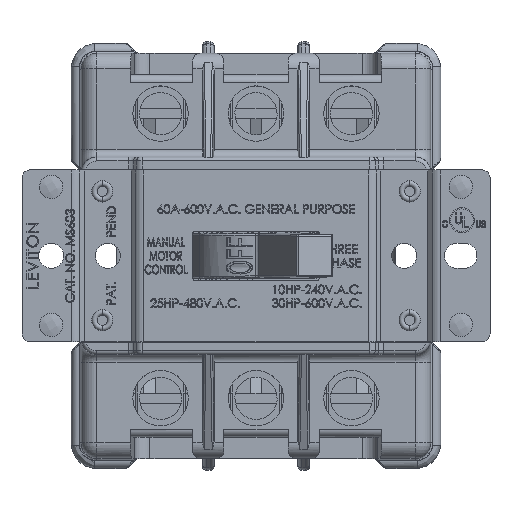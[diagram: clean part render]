
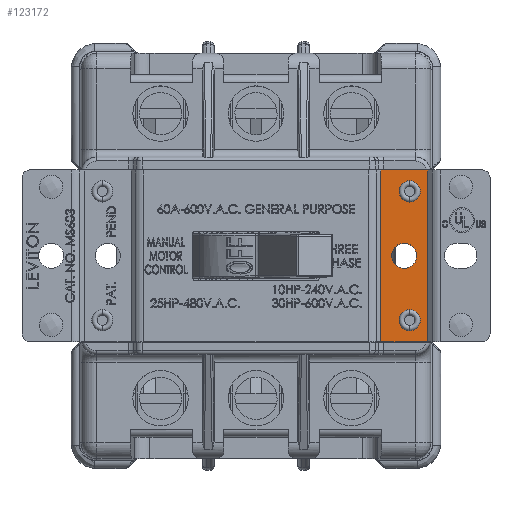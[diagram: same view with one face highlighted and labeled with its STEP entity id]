
A CAD part, top view. The second image highlights one B-rep face of the part: STEP entity #123172.
In plain terms, the highlighted planar face has unit normal (0, 0, 1).
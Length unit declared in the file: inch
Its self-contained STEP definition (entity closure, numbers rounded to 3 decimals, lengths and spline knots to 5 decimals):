
#507 = VERTEX_POINT ( 'NONE', #136790 ) ;
#971 = VECTOR ( 'NONE', #99979, 39.37008 ) ;
#1330 = CARTESIAN_POINT ( 'NONE',  ( 4.11891, -0.06959, 1.62401 ) ) ;
#3202 = ORIENTED_EDGE ( 'NONE', *, *, #76308, .T. ) ;
#3993 = ORIENTED_EDGE ( 'NONE', *, *, #14983, .T. ) ;
#4083 = CARTESIAN_POINT ( 'NONE',  ( 3.83091, -0.75709, 1.62401 ) ) ;
#4203 = CARTESIAN_POINT ( 'NONE',  ( 3.83091, 0.61791, 1.62401 ) ) ;
#5105 = EDGE_LOOP ( 'NONE', ( #126036, #70110 ) ) ;
#5287 = EDGE_CURVE ( 'NONE', #507, #112260, #121252, .T. ) ;
#5881 = CARTESIAN_POINT ( 'NONE',  ( 4.00041, 0.44641, 1.62401 ) ) ;
#10117 = CARTESIAN_POINT ( 'NONE',  ( 4.01891, -0.06959, 1.62401 ) ) ;
#10256 = ORIENTED_EDGE ( 'NONE', *, *, #65949, .T. ) ;
#10830 = DIRECTION ( 'NONE',  ( 0., 0., -1. ) ) ;
#12893 = EDGE_CURVE ( 'NONE', #55052, #22001, #96054, .T. ) ;
#13675 = AXIS2_PLACEMENT_3D ( 'NONE', #155670, #158024, #35823 ) ;
#14374 = VECTOR ( 'NONE', #122949, 39.37008 ) ;
#14983 = EDGE_CURVE ( 'NONE', #46035, #87116, #158287, .T. ) ;
#18900 = DIRECTION ( 'NONE',  ( 1., 0., 0. ) ) ;
#21998 = DIRECTION ( 'NONE',  ( 1., 0., 0. ) ) ;
#22001 = VERTEX_POINT ( 'NONE', #158480 ) ;
#25436 = CARTESIAN_POINT ( 'NONE',  ( 4.64441, 0.61791, 1.62401 ) ) ;
#25738 = EDGE_CURVE ( 'NONE', #48179, #131788, #73201, .T. ) ;
#27492 = EDGE_CURVE ( 'NONE', #22001, #55052, #147878, .T. ) ;
#28981 = EDGE_CURVE ( 'NONE', #112260, #507, #145820, .T. ) ;
#35823 = DIRECTION ( 'NONE',  ( 1., 0., 0. ) ) ;
#45109 = FACE_BOUND ( 'NONE', #5105, .T. ) ;
#46035 = VERTEX_POINT ( 'NONE', #1330 ) ;
#48179 = VERTEX_POINT ( 'NONE', #126510 ) ;
#49099 = AXIS2_PLACEMENT_3D ( 'NONE', #108191, #117798, #18900 ) ;
#50327 = DIRECTION ( 'NONE',  ( 1., 0., 0. ) ) ;
#55052 = VERTEX_POINT ( 'NONE', #5881 ) ;
#56865 = ORIENTED_EDGE ( 'NONE', *, *, #28981, .T. ) ;
#59609 = VERTEX_POINT ( 'NONE', #4203 ) ;
#61371 = DIRECTION ( 'NONE',  ( 0., 0., -1. ) ) ;
#61726 = CARTESIAN_POINT ( 'NONE',  ( 4.20691, 0.61791, 1.62401 ) ) ;
#62340 = CARTESIAN_POINT ( 'NONE',  ( 4.06241, -0.58559, 1.62401 ) ) ;
#63373 = AXIS2_PLACEMENT_3D ( 'NONE', #10117, #150050, #50327 ) ;
#64311 = CARTESIAN_POINT ( 'NONE',  ( 4.64441, -0.75709, 1.62401 ) ) ;
#64518 = CIRCLE ( 'NONE', #49099, 0.1 ) ;
#65949 = EDGE_CURVE ( 'NONE', #137407, #48179, #114111, .T. ) ;
#68691 = AXIS2_PLACEMENT_3D ( 'NONE', #137797, #89567, #113580 ) ;
#70110 = ORIENTED_EDGE ( 'NONE', *, *, #12893, .T. ) ;
#72520 = DIRECTION ( 'NONE',  ( 0., 0., 1. ) ) ;
#73201 = LINE ( 'NONE', #123713, #14374 ) ;
#74101 = DIRECTION ( 'NONE',  ( 1., 0., 0. ) ) ;
#76182 = EDGE_LOOP ( 'NONE', ( #142097, #56865 ) ) ;
#76308 = EDGE_CURVE ( 'NONE', #87116, #46035, #64518, .T. ) ;
#80465 = EDGE_LOOP ( 'NONE', ( #3993, #3202 ) ) ;
#82996 = FACE_OUTER_BOUND ( 'NONE', #120040, .T. ) ;
#87116 = VERTEX_POINT ( 'NONE', #97309 ) ;
#89567 = DIRECTION ( 'NONE',  ( 0., 0., -1. ) ) ;
#90241 = LINE ( 'NONE', #4083, #971 ) ;
#93981 = AXIS2_PLACEMENT_3D ( 'NONE', #97665, #61371, #21998 ) ;
#94284 = FACE_BOUND ( 'NONE', #76182, .T. ) ;
#96054 = CIRCLE ( 'NONE', #13675, 0.062 ) ;
#97309 = CARTESIAN_POINT ( 'NONE',  ( 3.91891, -0.06959, 1.62401 ) ) ;
#97665 = CARTESIAN_POINT ( 'NONE',  ( 4.06241, 0.44641, 1.62401 ) ) ;
#99979 = DIRECTION ( 'NONE',  ( 0., -1., 0. ) ) ;
#105575 = EDGE_CURVE ( 'NONE', #59609, #137407, #90241, .T. ) ;
#108191 = CARTESIAN_POINT ( 'NONE',  ( 4.01891, -0.06959, 1.62401 ) ) ;
#111410 = DIRECTION ( 'NONE',  ( -1., 0., 0. ) ) ;
#112260 = VERTEX_POINT ( 'NONE', #114026 ) ;
#113580 = DIRECTION ( 'NONE',  ( 1., 0., 0. ) ) ;
#114026 = CARTESIAN_POINT ( 'NONE',  ( 4.00041, -0.58559, 1.62401 ) ) ;
#114111 = LINE ( 'NONE', #64311, #137154 ) ;
#117798 = DIRECTION ( 'NONE',  ( 0., 0., -1. ) ) ;
#120040 = EDGE_LOOP ( 'NONE', ( #156972, #127722, #10256, #131641 ) ) ;
#121252 = CIRCLE ( 'NONE', #154698, 0.062 ) ;
#121473 = DIRECTION ( 'NONE',  ( 1., 0., 0. ) ) ;
#122949 = DIRECTION ( 'NONE',  ( 0., 1., 0. ) ) ;
#123172 = ADVANCED_FACE ( 'NONE', ( #45109, #94284, #131232, #82996 ), #156912, .T. ) ;
#123713 = CARTESIAN_POINT ( 'NONE',  ( 4.20691, -0.75709, 1.62401 ) ) ;
#124206 = DIRECTION ( 'NONE',  ( 1., 0., 0. ) ) ;
#126036 = ORIENTED_EDGE ( 'NONE', *, *, #27492, .T. ) ;
#126510 = CARTESIAN_POINT ( 'NONE',  ( 4.20691, -0.75709, 1.62401 ) ) ;
#126578 = CARTESIAN_POINT ( 'NONE',  ( 3.83091, -0.75709, 1.62401 ) ) ;
#127722 = ORIENTED_EDGE ( 'NONE', *, *, #105575, .T. ) ;
#131232 = FACE_BOUND ( 'NONE', #80465, .T. ) ;
#131641 = ORIENTED_EDGE ( 'NONE', *, *, #25738, .T. ) ;
#131788 = VERTEX_POINT ( 'NONE', #61726 ) ;
#133289 = EDGE_CURVE ( 'NONE', #131788, #59609, #137173, .T. ) ;
#136790 = CARTESIAN_POINT ( 'NONE',  ( 4.12441, -0.58559, 1.62401 ) ) ;
#137154 = VECTOR ( 'NONE', #74101, 39.37008 ) ;
#137173 = LINE ( 'NONE', #25436, #143611 ) ;
#137407 = VERTEX_POINT ( 'NONE', #126578 ) ;
#137797 = CARTESIAN_POINT ( 'NONE',  ( 4.06241, -0.58559, 1.62401 ) ) ;
#142097 = ORIENTED_EDGE ( 'NONE', *, *, #5287, .T. ) ;
#143611 = VECTOR ( 'NONE', #111410, 39.37008 ) ;
#144857 = CARTESIAN_POINT ( 'NONE',  ( 3.83091, -0.75709, 1.62401 ) ) ;
#145820 = CIRCLE ( 'NONE', #68691, 0.062 ) ;
#147367 = AXIS2_PLACEMENT_3D ( 'NONE', #144857, #72520, #121473 ) ;
#147878 = CIRCLE ( 'NONE', #93981, 0.062 ) ;
#150050 = DIRECTION ( 'NONE',  ( 0., 0., -1. ) ) ;
#154698 = AXIS2_PLACEMENT_3D ( 'NONE', #62340, #10830, #124206 ) ;
#155670 = CARTESIAN_POINT ( 'NONE',  ( 4.06241, 0.44641, 1.62401 ) ) ;
#156912 = PLANE ( 'NONE',  #147367 ) ;
#156972 = ORIENTED_EDGE ( 'NONE', *, *, #133289, .T. ) ;
#158024 = DIRECTION ( 'NONE',  ( 0., 0., -1. ) ) ;
#158287 = CIRCLE ( 'NONE', #63373, 0.1 ) ;
#158480 = CARTESIAN_POINT ( 'NONE',  ( 4.12441, 0.44641, 1.62401 ) ) ;
